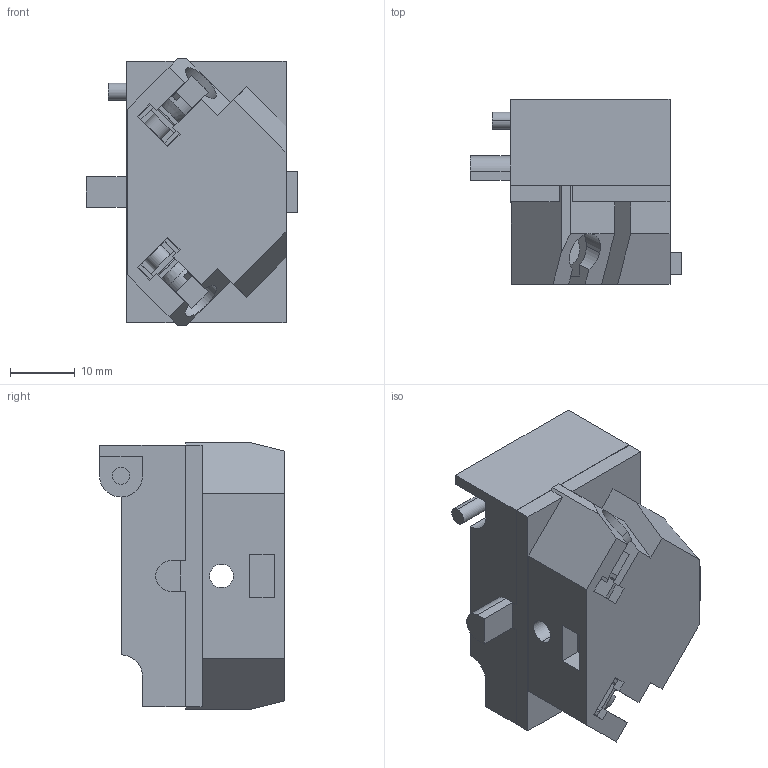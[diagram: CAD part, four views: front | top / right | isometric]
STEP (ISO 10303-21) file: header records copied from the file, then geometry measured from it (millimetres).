
FILE_DESCRIPTION(('starvars output'),'2;1');
FILE_NAME('9001KA5_3D.stp','19:25:12 2020/03/31',( 'Thomas Industrial Network Germany GmbH'),( 'Thomas Industrial Network Germany GmbH'),'unknown preprocess','ACIS' ,'unknown authorization');
FILE_SCHEMA(('AUTOMOTIVE_DESIGN_CC2 {UNKNOWN IMPLEMENTATION LEVEL}'));
Length unit declared in the file: millimetre
Products named in the file (1): PRODUCT_ID_22
Bounding box: 32.6 x 28.5 x 41.09 mm (x, y, z)
Volume: 19566 mm3; surface area: 7620.1 mm2
Topology: 1 solids, 1 shells, 186 faces, 535 edges, 351 vertices
Faces by surface type: plane 143, cylinder 39, cone 4
Entity records: 7109 total; most frequent: ORIENTED_EDGE 1070, CARTESIAN_POINT 955, DIRECTION 813, EDGE_CURVE 535, VECTOR 395, LINE 395, VERTEX_POINT 351, AXIS2_PLACEMENT_3D 209
